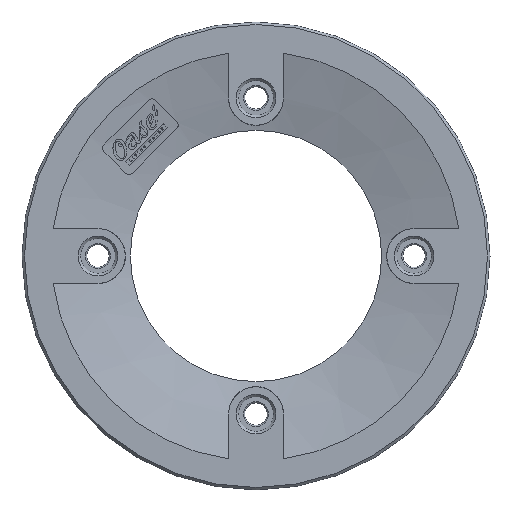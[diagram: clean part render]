
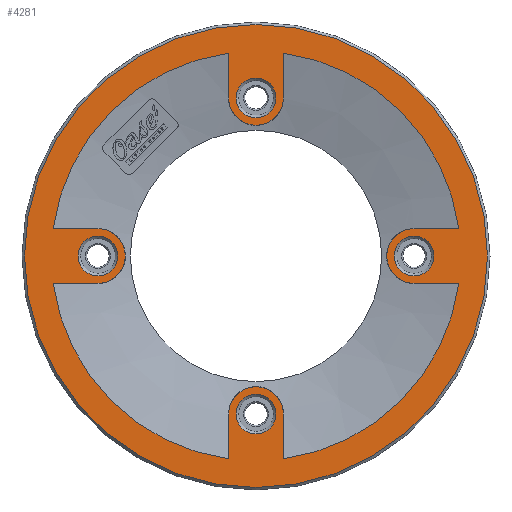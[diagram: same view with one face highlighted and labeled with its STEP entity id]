
A CAD part, front view. The second image highlights one B-rep face of the part: STEP entity #4281.
In plain terms, the highlighted planar face has unit normal (0, -1, 0).
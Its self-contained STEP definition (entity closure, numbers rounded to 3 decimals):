
#16=CIRCLE('',#4447,82.222);
#17=CIRCLE('',#4448,82.222);
#18=CIRCLE('',#4449,82.222);
#19=CIRCLE('',#4450,82.222);
#23=CIRCLE('',#4462,93.);
#24=CIRCLE('',#4464,8.);
#25=CIRCLE('',#4465,8.);
#26=CIRCLE('',#4466,8.);
#27=CIRCLE('',#4467,8.);
#28=CIRCLE('',#4468,11.);
#29=CIRCLE('',#4469,11.);
#30=CIRCLE('',#4470,11.);
#31=CIRCLE('',#4471,11.);
#95=FACE_BOUND('',#1260,.T.);
#96=FACE_BOUND('',#1261,.T.);
#97=FACE_BOUND('',#1262,.T.);
#98=FACE_BOUND('',#1263,.T.);
#99=FACE_BOUND('',#1264,.T.);
#223=PLANE('',#4463);
#437=LINE('',#10882,#660);
#438=LINE('',#10885,#661);
#439=LINE('',#10887,#662);
#440=LINE('',#10890,#663);
#441=LINE('',#10892,#664);
#442=LINE('',#10895,#665);
#443=LINE('',#10897,#666);
#444=LINE('',#10900,#667);
#660=VECTOR('',#5014,17.983);
#661=VECTOR('',#5017,17.983);
#662=VECTOR('',#5018,17.983);
#663=VECTOR('',#5021,17.983);
#664=VECTOR('',#5022,17.983);
#665=VECTOR('',#5025,17.983);
#666=VECTOR('',#5026,17.983);
#667=VECTOR('',#5029,17.983);
#979=FACE_OUTER_BOUND('',#1259,.T.);
#1259=EDGE_LOOP('',(#3873));
#1260=EDGE_LOOP('',(#3874));
#1261=EDGE_LOOP('',(#3875));
#1262=EDGE_LOOP('',(#3876));
#1263=EDGE_LOOP('',(#3877));
#1264=EDGE_LOOP('',(#3878,#3879,#3880,#3881,#3882,#3883,#3884,#3885,#3886,
#3887,#3888,#3889,#3890,#3891,#3892,#3893));
#2073=VERTEX_POINT('',#10111);
#2074=VERTEX_POINT('',#10118);
#2077=VERTEX_POINT('',#10151);
#2078=VERTEX_POINT('',#10158);
#2081=VERTEX_POINT('',#10191);
#2082=VERTEX_POINT('',#10198);
#2085=VERTEX_POINT('',#10231);
#2086=VERTEX_POINT('',#10238);
#2100=VERTEX_POINT('',#10870);
#2101=VERTEX_POINT('',#10873);
#2102=VERTEX_POINT('',#10875);
#2103=VERTEX_POINT('',#10877);
#2104=VERTEX_POINT('',#10879);
#2105=VERTEX_POINT('',#10881);
#2106=VERTEX_POINT('',#10883);
#2107=VERTEX_POINT('',#10886);
#2108=VERTEX_POINT('',#10888);
#2109=VERTEX_POINT('',#10891);
#2110=VERTEX_POINT('',#10893);
#2111=VERTEX_POINT('',#10896);
#2112=VERTEX_POINT('',#10898);
#2687=EDGE_CURVE('',#2074,#2073,#16,.T.);
#2691=EDGE_CURVE('',#2078,#2077,#17,.T.);
#2695=EDGE_CURVE('',#2081,#2082,#18,.T.);
#2699=EDGE_CURVE('',#2085,#2086,#19,.T.);
#2716=EDGE_CURVE('',#2100,#2100,#23,.T.);
#2717=EDGE_CURVE('',#2101,#2101,#24,.T.);
#2718=EDGE_CURVE('',#2102,#2102,#25,.T.);
#2719=EDGE_CURVE('',#2103,#2103,#26,.T.);
#2720=EDGE_CURVE('',#2104,#2104,#27,.T.);
#2721=EDGE_CURVE('',#2073,#2105,#437,.T.);
#2722=EDGE_CURVE('',#2105,#2106,#28,.T.);
#2723=EDGE_CURVE('',#2106,#2086,#438,.T.);
#2724=EDGE_CURVE('',#2085,#2107,#439,.T.);
#2725=EDGE_CURVE('',#2107,#2108,#29,.T.);
#2726=EDGE_CURVE('',#2108,#2082,#440,.T.);
#2727=EDGE_CURVE('',#2081,#2109,#441,.T.);
#2728=EDGE_CURVE('',#2109,#2110,#30,.T.);
#2729=EDGE_CURVE('',#2110,#2078,#442,.T.);
#2730=EDGE_CURVE('',#2077,#2111,#443,.T.);
#2731=EDGE_CURVE('',#2111,#2112,#31,.T.);
#2732=EDGE_CURVE('',#2112,#2074,#444,.T.);
#3873=ORIENTED_EDGE('',*,*,#2716,.F.);
#3874=ORIENTED_EDGE('',*,*,#2717,.T.);
#3875=ORIENTED_EDGE('',*,*,#2718,.T.);
#3876=ORIENTED_EDGE('',*,*,#2719,.T.);
#3877=ORIENTED_EDGE('',*,*,#2720,.T.);
#3878=ORIENTED_EDGE('',*,*,#2687,.T.);
#3879=ORIENTED_EDGE('',*,*,#2721,.T.);
#3880=ORIENTED_EDGE('',*,*,#2722,.T.);
#3881=ORIENTED_EDGE('',*,*,#2723,.T.);
#3882=ORIENTED_EDGE('',*,*,#2699,.F.);
#3883=ORIENTED_EDGE('',*,*,#2724,.T.);
#3884=ORIENTED_EDGE('',*,*,#2725,.T.);
#3885=ORIENTED_EDGE('',*,*,#2726,.T.);
#3886=ORIENTED_EDGE('',*,*,#2695,.F.);
#3887=ORIENTED_EDGE('',*,*,#2727,.T.);
#3888=ORIENTED_EDGE('',*,*,#2728,.T.);
#3889=ORIENTED_EDGE('',*,*,#2729,.T.);
#3890=ORIENTED_EDGE('',*,*,#2691,.T.);
#3891=ORIENTED_EDGE('',*,*,#2730,.T.);
#3892=ORIENTED_EDGE('',*,*,#2731,.T.);
#3893=ORIENTED_EDGE('',*,*,#2732,.T.);
#4281=ADVANCED_FACE('',(#979,#95,#96,#97,#98,#99),#223,.F.);
#4447=AXIS2_PLACEMENT_3D('',#10119,#4970,#4971);
#4448=AXIS2_PLACEMENT_3D('',#10159,#4972,#4973);
#4449=AXIS2_PLACEMENT_3D('',#10199,#4974,#4975);
#4450=AXIS2_PLACEMENT_3D('',#10239,#4976,#4977);
#4462=AXIS2_PLACEMENT_3D('',#10871,#5002,#5003);
#4463=AXIS2_PLACEMENT_3D('',#10872,#5004,#5005);
#4464=AXIS2_PLACEMENT_3D('',#10874,#5006,#5007);
#4465=AXIS2_PLACEMENT_3D('',#10876,#5008,#5009);
#4466=AXIS2_PLACEMENT_3D('',#10878,#5010,#5011);
#4467=AXIS2_PLACEMENT_3D('',#10880,#5012,#5013);
#4468=AXIS2_PLACEMENT_3D('',#10884,#5015,#5016);
#4469=AXIS2_PLACEMENT_3D('',#10889,#5019,#5020);
#4470=AXIS2_PLACEMENT_3D('',#10894,#5023,#5024);
#4471=AXIS2_PLACEMENT_3D('',#10899,#5027,#5028);
#4970=DIRECTION('center_axis',(0.,1.,0.));
#4971=DIRECTION('ref_axis',(-0.134,0.,-0.991));
#4972=DIRECTION('center_axis',(0.,1.,0.));
#4973=DIRECTION('ref_axis',(0.991,0.,-0.134));
#4974=DIRECTION('center_axis',(0.,-1.,0.));
#4975=DIRECTION('ref_axis',(0.991,0.,0.134));
#4976=DIRECTION('center_axis',(0.,-1.,0.));
#4977=DIRECTION('ref_axis',(-0.134,0.,0.991));
#5002=DIRECTION('center_axis',(0.,1.,0.));
#5003=DIRECTION('ref_axis',(1.,0.,0.));
#5004=DIRECTION('center_axis',(0.,1.,0.));
#5005=DIRECTION('ref_axis',(1.,0.,0.));
#5006=DIRECTION('center_axis',(0.,1.,0.));
#5007=DIRECTION('ref_axis',(-1.,0.,0.));
#5008=DIRECTION('center_axis',(0.,1.,0.));
#5009=DIRECTION('ref_axis',(0.,0.,-1.));
#5010=DIRECTION('center_axis',(0.,1.,0.));
#5011=DIRECTION('ref_axis',(0.,0.,-1.));
#5012=DIRECTION('center_axis',(0.,1.,0.));
#5013=DIRECTION('ref_axis',(-1.,0.,0.));
#5014=DIRECTION('',(1.,0.,0.));
#5015=DIRECTION('center_axis',(0.,-1.,0.));
#5016=DIRECTION('ref_axis',(0.,0.,-1.));
#5017=DIRECTION('',(-1.,0.,0.));
#5018=DIRECTION('',(0.,0.,-1.));
#5019=DIRECTION('center_axis',(0.,-1.,0.));
#5020=DIRECTION('ref_axis',(-1.,0.,0.));
#5021=DIRECTION('',(0.,0.,1.));
#5022=DIRECTION('',(-1.,0.,0.));
#5023=DIRECTION('center_axis',(0.,-1.,0.));
#5024=DIRECTION('ref_axis',(0.,0.,1.));
#5025=DIRECTION('',(1.,0.,0.));
#5026=DIRECTION('',(0.,0.,1.));
#5027=DIRECTION('center_axis',(0.,-1.,0.));
#5028=DIRECTION('ref_axis',(1.,0.,0.));
#5029=DIRECTION('',(0.,0.,-1.));
#10111=CARTESIAN_POINT('',(-81.483,0.,-11.));
#10118=CARTESIAN_POINT('',(-11.,0.,-81.483));
#10119=CARTESIAN_POINT('Origin',(0.,0.,0.));
#10151=CARTESIAN_POINT('',(11.,0.,-81.483));
#10158=CARTESIAN_POINT('',(81.483,0.,-11.));
#10159=CARTESIAN_POINT('Origin',(0.,0.,0.));
#10191=CARTESIAN_POINT('',(81.483,0.,11.));
#10198=CARTESIAN_POINT('',(11.,0.,81.483));
#10199=CARTESIAN_POINT('Origin',(0.,0.,0.));
#10231=CARTESIAN_POINT('',(-11.,0.,81.483));
#10238=CARTESIAN_POINT('',(-81.483,0.,11.));
#10239=CARTESIAN_POINT('Origin',(0.,0.,0.));
#10870=CARTESIAN_POINT('',(-93.,0.,0.));
#10871=CARTESIAN_POINT('Origin',(0.,0.,0.));
#10872=CARTESIAN_POINT('Origin',(0.,0.,0.));
#10873=CARTESIAN_POINT('',(-55.5,0.,0.));
#10874=CARTESIAN_POINT('Origin',(-63.5,0.,0.));
#10875=CARTESIAN_POINT('',(0.,0.,71.5));
#10876=CARTESIAN_POINT('Origin',(0.,0.,63.5));
#10877=CARTESIAN_POINT('',(0.,0.,-55.5));
#10878=CARTESIAN_POINT('Origin',(0.,0.,-63.5));
#10879=CARTESIAN_POINT('',(71.5,0.,0.));
#10880=CARTESIAN_POINT('Origin',(63.5,0.,0.));
#10881=CARTESIAN_POINT('',(-63.5,0.,-11.));
#10882=CARTESIAN_POINT('',(-81.483,0.,-11.));
#10883=CARTESIAN_POINT('',(-63.5,0.,11.));
#10884=CARTESIAN_POINT('Origin',(-63.5,0.,0.));
#10885=CARTESIAN_POINT('',(-63.5,0.,11.));
#10886=CARTESIAN_POINT('',(-11.,0.,63.5));
#10887=CARTESIAN_POINT('',(-11.,0.,81.483));
#10888=CARTESIAN_POINT('',(11.,0.,63.5));
#10889=CARTESIAN_POINT('Origin',(0.,0.,63.5));
#10890=CARTESIAN_POINT('',(11.,0.,63.5));
#10891=CARTESIAN_POINT('',(63.5,0.,11.));
#10892=CARTESIAN_POINT('',(81.483,0.,11.));
#10893=CARTESIAN_POINT('',(63.5,0.,-11.));
#10894=CARTESIAN_POINT('Origin',(63.5,0.,0.));
#10895=CARTESIAN_POINT('',(63.5,0.,-11.));
#10896=CARTESIAN_POINT('',(11.,0.,-63.5));
#10897=CARTESIAN_POINT('',(11.,0.,-81.483));
#10898=CARTESIAN_POINT('',(-11.,0.,-63.5));
#10899=CARTESIAN_POINT('Origin',(0.,0.,-63.5));
#10900=CARTESIAN_POINT('',(-11.,0.,-63.5));
